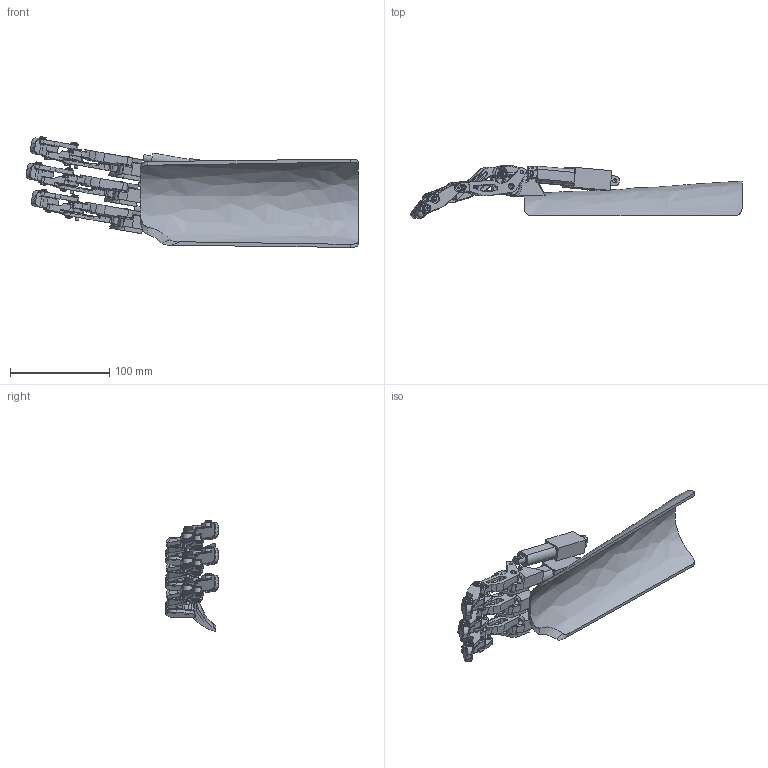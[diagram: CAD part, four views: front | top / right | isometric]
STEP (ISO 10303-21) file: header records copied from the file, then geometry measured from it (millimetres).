
FILE_DESCRIPTION(/* description */ (''),/* implementation_level */ '2;1');
FILE_NAME(/* name */ 'OpenHand.step',/* time_stamp */ '2024-02-10T22:16:41+01:00',/* author */ (''),/* organization */ (''),/* preprocessor_version */ 'ST-DEVELOPER v20',/* originating_system */ 'Autodesk Translation Framework v12.14.0.127',/* authorisation */ '');
FILE_SCHEMA (('AUTOMOTIVE_DESIGN { 1 0 10303 214 3 1 1 }'));
Length unit declared in the file: millimetre
Products named in the file (22): OpenHand; Base; Finger; Assem3; Finger_1; Assem3_1; Finger_2; Copy of Part6^finger; Copy of Part7^finger; Assem3_2; radial ball bearing_68_din_DIN 625 - 623 - 8,DE,NC,8_68; Copy of Part16^finger; Copy of Part15^finger; socket head cap screw 4762_din_EN ISO 4762 M3 x 12 - 12N; pushrod22; Part4^finger; socket countersunk head screw_din_DIN 7991 - M3 x 16 --- 12.8N; plain washer 6902 type abc_din_DIN 6902-B3.2; prevailing torque nut style 1 insert_din_DIN EN ISO 7040 - M3 - N; plain washer 6902 type abc_din_DIN 6902-A3.2; socket head cap screw 4762_din_EN ISO 4762 M3 x 16 - 16N; Motor
Assembly tree (91 placements, depth 4):
  OpenHand
    Base
    Motor  x3
    Finger
      Copy of Part6^finger
      Copy of Part7^finger
      Assem3
        radial ball bearing_68_din_DIN 625 - 623 - 8,DE,NC,8_68
      Copy of Part16^finger
      prevailing torque nut style 1 insert_din_DIN EN ISO 7040 - M3 - N  x5
      plain washer 6902 type abc_din_DIN 6902-B3.2  x5
      socket countersunk head screw_din_DIN 7991 - M3 x 16 --- 12.8N  x3
      Copy of Part15^finger
      plain washer 6902 type abc_din_DIN 6902-A3.2  x4
      socket head cap screw 4762_din_EN ISO 4762 M3 x 12 - 12N
      socket head cap screw 4762_din_EN ISO 4762 M3 x 16 - 16N  x2
      pushrod22
      Part4^finger
    Finger_1
      Copy of Part6^finger
      Copy of Part7^finger
      Assem3_1
        radial ball bearing_68_din_DIN 625 - 623 - 8,DE,NC,8_68
      Copy of Part16^finger
      prevailing torque nut style 1 insert_din_DIN EN ISO 7040 - M3 - N  x5
      plain washer 6902 type abc_din_DIN 6902-B3.2  x5
      socket countersunk head screw_din_DIN 7991 - M3 x 16 --- 12.8N  x3
      Copy of Part15^finger
      plain washer 6902 type abc_din_DIN 6902-A3.2  x4
      socket head cap screw 4762_din_EN ISO 4762 M3 x 12 - 12N
      socket head cap screw 4762_din_EN ISO 4762 M3 x 16 - 16N  x2
      pushrod22
      Part4^finger
    Finger_2
      Copy of Part6^finger
      Copy of Part7^finger
      Assem3_2
        radial ball bearing_68_din_DIN 625 - 623 - 8,DE,NC,8_68
      Copy of Part16^finger
      prevailing torque nut style 1 insert_din_DIN EN ISO 7040 - M3 - N  x5
      plain washer 6902 type abc_din_DIN 6902-B3.2  x5
      socket countersunk head screw_din_DIN 7991 - M3 x 16 --- 12.8N  x3
      Copy of Part15^finger
      plain washer 6902 type abc_din_DIN 6902-A3.2  x4
      socket head cap screw 4762_din_EN ISO 4762 M3 x 12 - 12N
      socket head cap screw 4762_din_EN ISO 4762 M3 x 16 - 16N  x2
      pushrod22
      Part4^finger
Bounding box: 335.07 x 53.19 x 111.85 mm (x, y, z)
Volume: 214251.5 mm3; surface area: 121258.1 mm2
Topology: 85 solids, 85 shells, 2331 faces, 5721 edges, 3521 vertices
Faces by surface type: plane 982, cylinder 584, cone 555, torus 141, bspline 45, sphere 24
Full cylindrical faces by diameter (mm): 2.5 x15, 3 x36, 3.2 x66, 3.5 x6, 3.714 x15, 4.1 x6, 5.1 x6, 5.5 x24, 5.6 x6, 5.7 x9, 5.8 x3, 6 x3, 7.9 x6, 8 x12, 10 x3, 11 x15
Entity records: 22436 total; most frequent: CARTESIAN_POINT 6997, DIRECTION 3241, ORIENTED_EDGE 2990, EDGE_CURVE 1495, AXIS2_PLACEMENT_3D 1258, VERTEX_POINT 946, LINE 725, VECTOR 725
